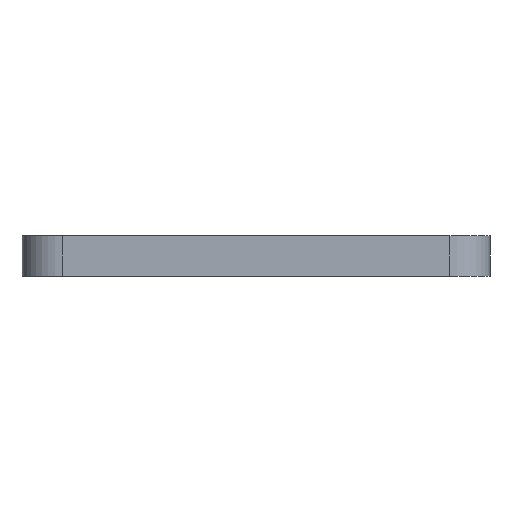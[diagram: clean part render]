
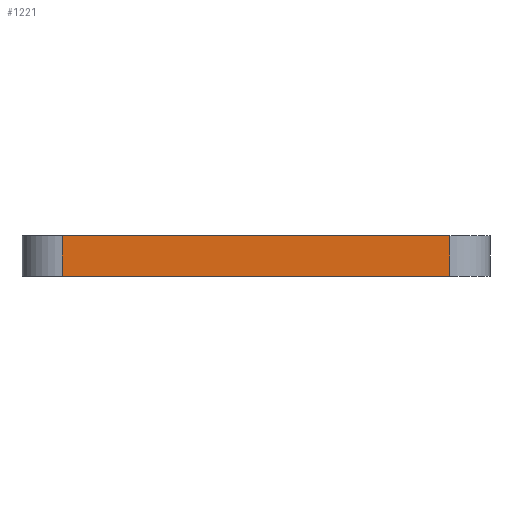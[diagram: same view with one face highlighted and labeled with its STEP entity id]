
A CAD part, front view. The second image highlights one B-rep face of the part: STEP entity #1221.
In plain terms, the highlighted planar face has unit normal (0, -1, 0).
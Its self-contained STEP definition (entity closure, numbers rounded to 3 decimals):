
#185=FACE_OUTER_BOUND('',#281,.T.);
#281=EDGE_LOOP('',(#998,#999,#1000,#1001));
#384=LINE('',#1968,#483);
#395=LINE('',#2025,#494);
#399=LINE('',#2054,#498);
#401=LINE('',#2057,#500);
#483=VECTOR('',#1576,10.);
#494=VECTOR('',#1625,10.);
#498=VECTOR('',#1655,10.);
#500=VECTOR('',#1659,10.);
#586=VERTEX_POINT('',#1965);
#587=VERTEX_POINT('',#1967);
#613=VERTEX_POINT('',#2022);
#614=VERTEX_POINT('',#2024);
#722=EDGE_CURVE('',#587,#586,#384,.T.);
#751=EDGE_CURVE('',#614,#613,#395,.T.);
#766=EDGE_CURVE('',#587,#613,#399,.T.);
#768=EDGE_CURVE('',#586,#614,#401,.T.);
#998=ORIENTED_EDGE('',*,*,#722,.T.);
#999=ORIENTED_EDGE('',*,*,#768,.T.);
#1000=ORIENTED_EDGE('',*,*,#751,.T.);
#1001=ORIENTED_EDGE('',*,*,#766,.F.);
#1173=PLANE('',#1361);
#1221=ADVANCED_FACE('',(#185),#1173,.F.);
#1361=AXIS2_PLACEMENT_3D('',#2056,#1657,#1658);
#1576=DIRECTION('',(-1.,0.,0.));
#1625=DIRECTION('',(1.,0.,0.));
#1655=DIRECTION('',(0.,0.,-1.));
#1657=DIRECTION('center_axis',(0.,1.,0.));
#1658=DIRECTION('ref_axis',(1.,0.,0.));
#1659=DIRECTION('',(0.,0.,-1.));
#1965=CARTESIAN_POINT('',(6.,-5.,6.));
#1967=CARTESIAN_POINT('',(64.,-5.,6.));
#1968=CARTESIAN_POINT('',(64.,-5.,6.));
#2022=CARTESIAN_POINT('',(64.,-5.,0.));
#2024=CARTESIAN_POINT('',(6.,-5.,0.));
#2025=CARTESIAN_POINT('',(64.,-5.,0.));
#2054=CARTESIAN_POINT('',(64.,-5.,6.));
#2056=CARTESIAN_POINT('Origin',(6.,-5.,6.));
#2057=CARTESIAN_POINT('',(6.,-5.,6.));
